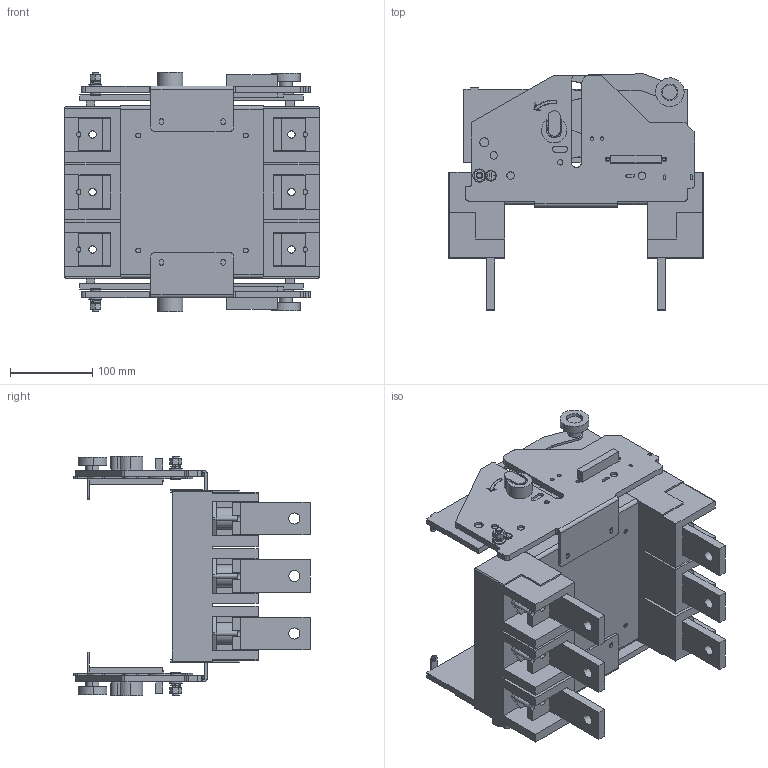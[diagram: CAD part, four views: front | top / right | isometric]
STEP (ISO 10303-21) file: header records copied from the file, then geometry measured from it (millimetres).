
FILE_DESCRIPTION (( 'STEP AP214' ), '1' );
FILE_NAME ('800 drawer type 40.STEP', '2025-07-02T07:33:48', ( '' ), ( '' ), 'SwSTEP 2.0', 'SolidWorks 2022', '' );
FILE_SCHEMA (( 'AUTOMOTIVE_DESIGN' ));
Length unit declared in the file: millimetre
Products named in the file (1): 800 drawer type 40
Bounding box: 310 x 287.38 x 292 mm (x, y, z)
Volume: 3665695.9 mm3; surface area: 747334.1 mm2
Topology: 1 solids, 39 shells, 1727 faces, 4591 edges, 2984 vertices
Faces by surface type: plane 1016, cylinder 599, torus 50, cone 44, bspline 18
Entity records: 55214 total; most frequent: CARTESIAN_POINT 11164, DIRECTION 9331, ORIENTED_EDGE 9182, EDGE_CURVE 4591, AXIS2_PLACEMENT_3D 3208, VERTEX_POINT 2984, LINE 2915, VECTOR 2915
